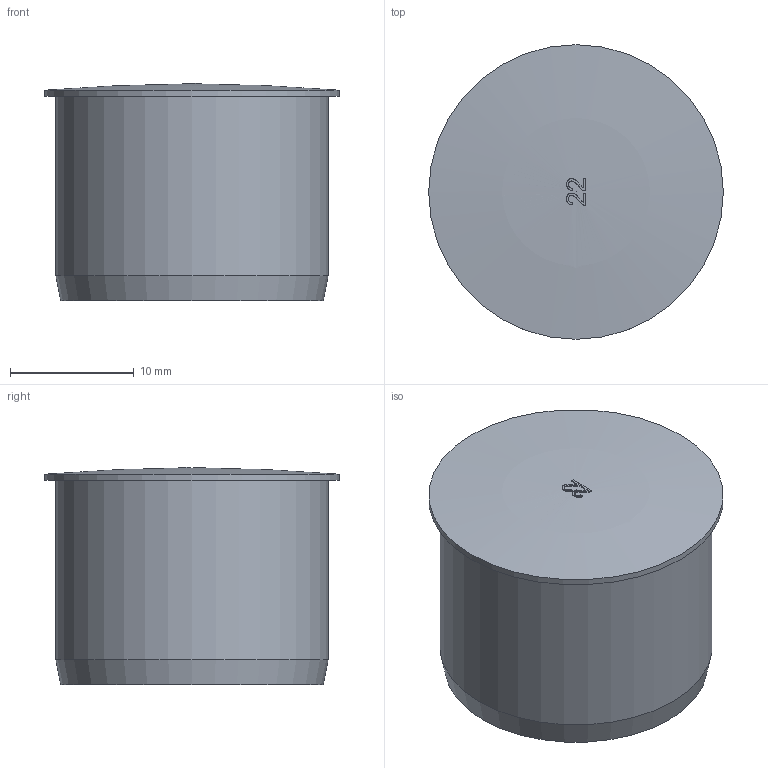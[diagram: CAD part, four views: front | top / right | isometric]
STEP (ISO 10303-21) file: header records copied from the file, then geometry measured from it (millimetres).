
FILE_DESCRIPTION(/* description */ (''),/* implementation_level */ '2;1');
FILE_NAME(/* name */ '28797_7_KDS_KES-VS_22.stp',/* time_stamp */ '2020-04-16T11:04:27+02:00',/* author */ (''),/* organization */ (''),/* preprocessor_version */ 'ST-DEVELOPER v16.7',/* originating_system */ 'SIEMENS PLM Software NX 12.0',/* authorisation */ '');
FILE_SCHEMA (('AUTOMOTIVE_DESIGN { 1 0 10303 214 3 1 1 1 }'));
Length unit declared in the file: millimetre
Products named in the file (1): 28797_7_KDS_KES-VS_22
Bounding box: 23.8 x 23.8 x 17.56 mm (x, y, z)
Volume: 3261.2 mm3; surface area: 2871.6 mm2
Topology: 1 solids, 1 shells, 32 faces, 84 edges, 56 vertices
Faces by surface type: extrusion 14, plane 13, cylinder 3, sphere 1, cone 1
Full cylindrical faces by diameter (mm): 16 x1, 22 x1, 23.8 x1
Entity records: 1304 total; most frequent: CARTESIAN_POINT 601, ORIENTED_EDGE 146, DIRECTION 104, EDGE_CURVE 73, VERTEX_POINT 51, B_SPLINE_CURVE_WITH_KNOTS 50, EDGE_LOOP 40, VECTOR 36
